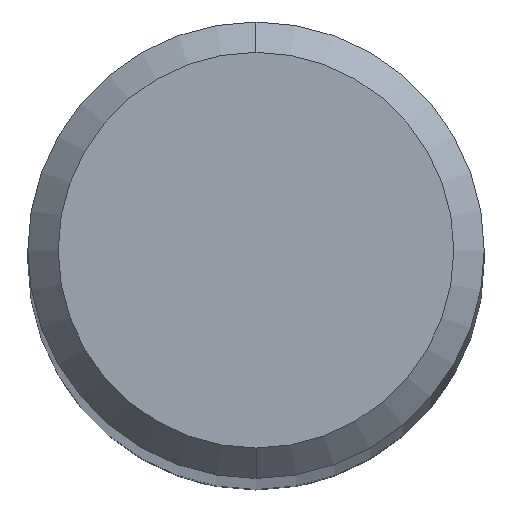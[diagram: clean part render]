
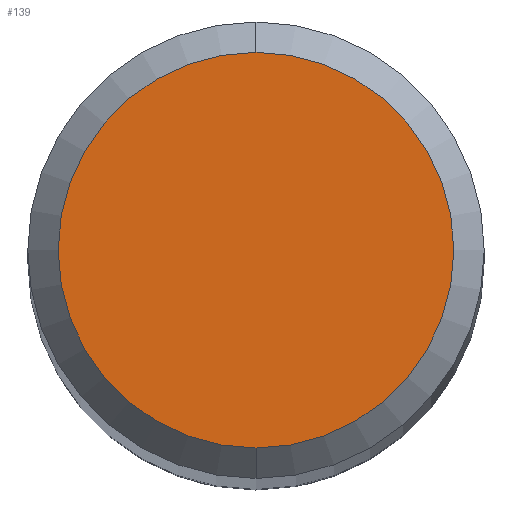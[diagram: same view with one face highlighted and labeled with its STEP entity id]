
A CAD part, top view. The second image highlights one B-rep face of the part: STEP entity #139.
In plain terms, the highlighted planar face has unit normal (0, 0, 1).
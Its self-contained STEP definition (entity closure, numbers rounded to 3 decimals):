
#95=VERTEX_POINT('',#211);
#107=EDGE_CURVE('',#95,#149,#223,.T.);
#115=EDGE_CURVE('',#149,#95,#233,.T.);
#139=ADVANCED_FACE('',(#261),#262,.T.);
#149=VERTEX_POINT('',#272);
#211=CARTESIAN_POINT('',(0.,-2.6,0.0));
#223=CIRCLE('',#346,2.6);
#233=CIRCLE('',#359,2.6);
#261=FACE_OUTER_BOUND('',#394,.T.);
#262=PLANE('',#395);
#272=CARTESIAN_POINT('',(0.0,2.6,0.0));
#346=AXIS2_PLACEMENT_3D('',#467,#468,#469);
#359=AXIS2_PLACEMENT_3D('',#489,#490,#491);
#394=EDGE_LOOP('',(#538,#539));
#395=AXIS2_PLACEMENT_3D('',#540,#541,#542);
#467=CARTESIAN_POINT('',(0.0,0.0,0.0));
#468=DIRECTION('',(0.0,0.0,-1.0));
#469=DIRECTION('',(0.0,1.0,0.0));
#489=CARTESIAN_POINT('',(0.0,0.0,0.0));
#490=DIRECTION('',(0.0,0.0,-1.0));
#491=DIRECTION('',(0.0,1.0,0.0));
#538=ORIENTED_EDGE('',*,*,#115,.F.);
#539=ORIENTED_EDGE('',*,*,#107,.F.);
#540=CARTESIAN_POINT('',(0.0,1.3,0.0));
#541=DIRECTION('',(-0.0,0.0,1.0));
#542=DIRECTION('',(0.0,-1.0,0.0));
